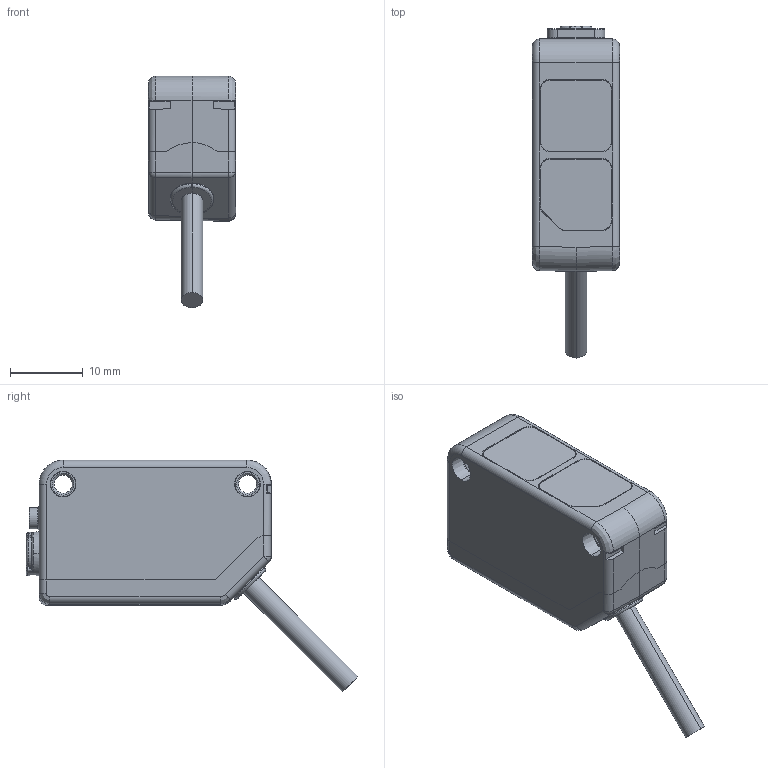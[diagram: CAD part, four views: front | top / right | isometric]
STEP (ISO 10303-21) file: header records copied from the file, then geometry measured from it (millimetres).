
FILE_DESCRIPTION((''),'2;1');
FILE_NAME('136034_SM01_ASM','2022-11-29T13:08:04',('PDMAdmin'),('BANNER ENGINEERING'),'CREO PARAMETRIC BY PTC INC, 2019292','CREO PARAMETRIC BY PTC INC, 2019292','');
FILE_SCHEMA(('CONFIG_CONTROL_DESIGN'));
Length unit declared in the file: millimetre
Products named in the file (3): 136034_EP01; 127818_CABLE; 136034_SM01_ASM
Assembly tree (2 placements, depth 2):
  136034_SM01_ASM
    136034_EP01
    127818_CABLE
Bounding box: 12 x 45.71 x 31.9 mm (x, y, z)
Volume: 6879.1 mm3; surface area: 4302.4 mm2
Topology: 2 solids, 3 shells, 567 faces, 1380 edges, 826 vertices
Faces by surface type: plane 297, cylinder 141, cone 45, bspline 43, torus 23, sphere 18
Entity records: 19210 total; most frequent: CARTESIAN_POINT 6487, ORIENTED_EDGE 2756, DIRECTION 2410, EDGE_CURVE 1378, VECTOR 826, LINE 826, VERTEX_POINT 826, AXIS2_PLACEMENT_3D 792
